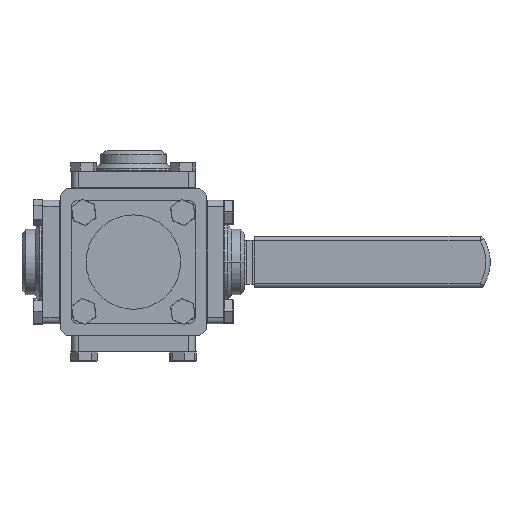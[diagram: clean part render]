
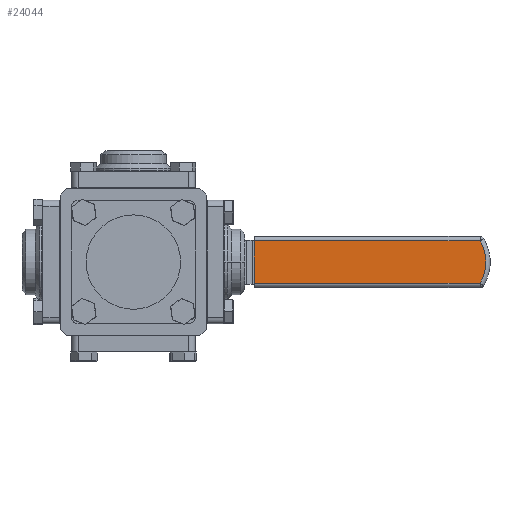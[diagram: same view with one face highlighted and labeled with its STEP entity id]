
A CAD part, front view. The second image highlights one B-rep face of the part: STEP entity #24044.
In plain terms, the highlighted planar face has unit normal (0, -1, 0).
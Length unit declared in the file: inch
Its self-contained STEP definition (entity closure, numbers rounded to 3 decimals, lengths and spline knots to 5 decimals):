
#1691 = LINE ( 'NONE', #28071, #20277 ) ;
#3436 = VERTEX_POINT ( 'NONE', #25322 ) ;
#4593 = CARTESIAN_POINT ( 'NONE',  ( 3.51446, 5.60371, 0.61726 ) ) ;
#4713 = EDGE_CURVE ( 'NONE', #16447, #3436, #1691, .T. ) ;
#5516 = AXIS2_PLACEMENT_3D ( 'NONE', #9590, #22863, #22424 ) ;
#6773 = PLANE ( 'NONE',  #5516 ) ;
#7666 = EDGE_CURVE ( 'NONE', #16447, #17999, #23906, .T. ) ;
#9219 = VECTOR ( 'NONE', #24199, 39.37008 ) ;
#9590 = CARTESIAN_POINT ( 'NONE',  ( 8.99801, 5.60371, 0. ) ) ;
#11556 = ORIENTED_EDGE ( 'NONE', *, *, #27205, .T. ) ;
#12811 = DIRECTION ( 'NONE',  ( 0., 0., 1. ) ) ;
#13205 = ORIENTED_EDGE ( 'NONE', *, *, #7666, .F. ) ;
#14041 = LINE ( 'NONE', #4593, #14437 ) ;
#14437 = VECTOR ( 'NONE', #27576, 39.37008 ) ;
#14736 = CARTESIAN_POINT ( 'NONE',  ( 8.99801, 5.60371, 0. ) ) ;
#14930 = DIRECTION ( 'NONE',  ( 1., 0., 0. ) ) ;
#16447 = VERTEX_POINT ( 'NONE', #25110 ) ;
#17999 = VERTEX_POINT ( 'NONE', #25866 ) ;
#19254 = VERTEX_POINT ( 'NONE', #26276 ) ;
#19581 = DIRECTION ( 'NONE',  ( 0., -1., 0. ) ) ;
#20277 = VECTOR ( 'NONE', #14930, 39.37008 ) ;
#20335 = FACE_OUTER_BOUND ( 'NONE', #28456, .T. ) ;
#21914 = ORIENTED_EDGE ( 'NONE', *, *, #4713, .T. ) ;
#22204 = AXIS2_PLACEMENT_3D ( 'NONE', #14736, #19581, #12811 ) ;
#22424 = DIRECTION ( 'NONE',  ( 0., 0., 1. ) ) ;
#22863 = DIRECTION ( 'NONE',  ( 0., 1., 0. ) ) ;
#23858 = EDGE_CURVE ( 'NONE', #19254, #17999, #14041, .T. ) ;
#23906 = LINE ( 'NONE', #28746, #9219 ) ;
#24044 = ADVANCED_FACE ( 'NONE', ( #20335 ), #6773, .F. ) ;
#24199 = DIRECTION ( 'NONE',  ( 0., 0., 1. ) ) ;
#25110 = CARTESIAN_POINT ( 'NONE',  ( 3.51446, 5.60371, -0.61726 ) ) ;
#25322 = CARTESIAN_POINT ( 'NONE',  ( 10.05902, 5.60371, -0.61726 ) ) ;
#25866 = CARTESIAN_POINT ( 'NONE',  ( 3.51446, 5.60371, 0.61726 ) ) ;
#26276 = CARTESIAN_POINT ( 'NONE',  ( 10.05902, 5.60371, 0.61726 ) ) ;
#27205 = EDGE_CURVE ( 'NONE', #3436, #19254, #28772, .T. ) ;
#27576 = DIRECTION ( 'NONE',  ( -1., 0., 0. ) ) ;
#28071 = CARTESIAN_POINT ( 'NONE',  ( 10.12863, 5.60371, -0.61726 ) ) ;
#28456 = EDGE_LOOP ( 'NONE', ( #13205, #21914, #11556, #28867 ) ) ;
#28746 = CARTESIAN_POINT ( 'NONE',  ( 3.51446, 5.60371, 0.74226 ) ) ;
#28772 = CIRCLE ( 'NONE', #22204, 1.2275 ) ;
#28867 = ORIENTED_EDGE ( 'NONE', *, *, #23858, .T. ) ;
